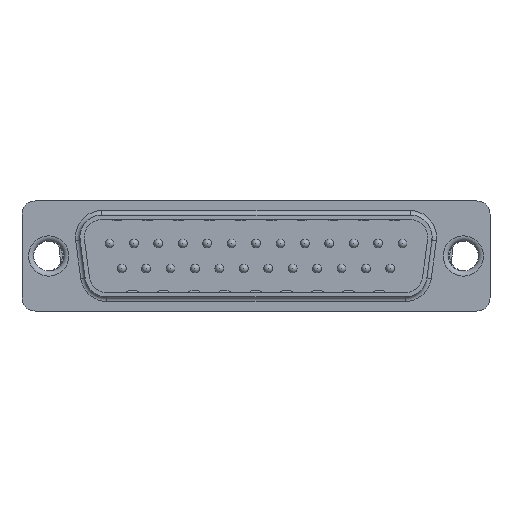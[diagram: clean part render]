
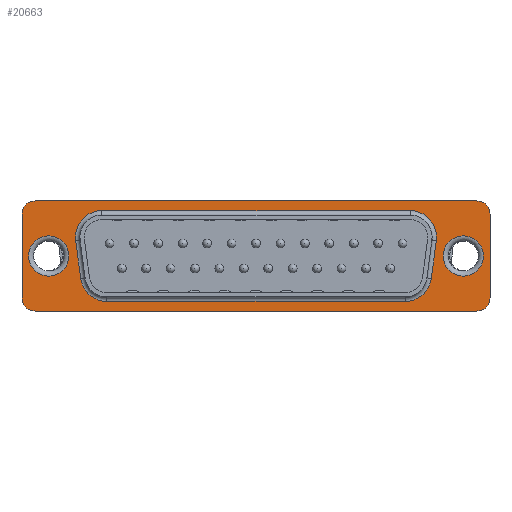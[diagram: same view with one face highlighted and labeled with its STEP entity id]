
A CAD part, front view. The second image highlights one B-rep face of the part: STEP entity #20663.
In plain terms, the highlighted face is planar.
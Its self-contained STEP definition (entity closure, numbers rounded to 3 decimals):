
#1432=LINE('',#31477,#3868);
#1434=LINE('',#31481,#3870);
#1440=LINE('',#31495,#3876);
#1444=LINE('',#31504,#3880);
#1450=LINE('',#31537,#3886);
#1451=LINE('',#31542,#3887);
#1452=LINE('',#31546,#3888);
#1453=LINE('',#31550,#3889);
#3868=VECTOR('',#25352,1000.);
#3870=VECTOR('',#25356,1000.);
#3876=VECTOR('',#25364,1000.);
#3880=VECTOR('',#25370,1000.);
#3886=VECTOR('',#25404,1000.);
#3887=VECTOR('',#25407,1000.);
#3888=VECTOR('',#25410,1000.);
#3889=VECTOR('',#25413,1000.);
#5559=PLANE('',#22076);
#8225=ORIENTED_EDGE('',*,*,#13175,.T.);
#8226=ORIENTED_EDGE('',*,*,#13176,.T.);
#8227=ORIENTED_EDGE('',*,*,#13177,.T.);
#8228=ORIENTED_EDGE('',*,*,#13178,.T.);
#8229=ORIENTED_EDGE('',*,*,#13179,.T.);
#8230=ORIENTED_EDGE('',*,*,#13180,.T.);
#8231=ORIENTED_EDGE('',*,*,#13181,.T.);
#8232=ORIENTED_EDGE('',*,*,#13182,.T.);
#8233=ORIENTED_EDGE('',*,*,#13183,.T.);
#8234=ORIENTED_EDGE('',*,*,#13184,.T.);
#8235=ORIENTED_EDGE('',*,*,#13147,.T.);
#8236=ORIENTED_EDGE('',*,*,#13185,.T.);
#8237=ORIENTED_EDGE('',*,*,#13149,.T.);
#8238=ORIENTED_EDGE('',*,*,#13186,.T.);
#8239=ORIENTED_EDGE('',*,*,#13155,.T.);
#8240=ORIENTED_EDGE('',*,*,#13187,.T.);
#8241=ORIENTED_EDGE('',*,*,#13159,.T.);
#8242=ORIENTED_EDGE('',*,*,#13188,.T.);
#13147=EDGE_CURVE('',#15824,#15823,#1432,.T.);
#13149=EDGE_CURVE('',#15825,#15826,#1434,.T.);
#13155=EDGE_CURVE('',#15832,#15831,#1440,.T.);
#13159=EDGE_CURVE('',#15836,#15835,#1444,.T.);
#13175=EDGE_CURVE('',#15847,#15847,#17106,.F.);
#13176=EDGE_CURVE('',#15848,#15848,#17107,.F.);
#13177=EDGE_CURVE('',#15849,#15850,#1450,.F.);
#13178=EDGE_CURVE('',#15850,#15851,#17108,.F.);
#13179=EDGE_CURVE('',#15851,#15852,#1451,.F.);
#13180=EDGE_CURVE('',#15852,#15853,#17109,.F.);
#13181=EDGE_CURVE('',#15853,#15854,#1452,.F.);
#13182=EDGE_CURVE('',#15854,#15855,#17110,.F.);
#13183=EDGE_CURVE('',#15855,#15856,#1453,.F.);
#13184=EDGE_CURVE('',#15856,#15849,#17111,.F.);
#13185=EDGE_CURVE('',#15823,#15825,#17112,.T.);
#13186=EDGE_CURVE('',#15826,#15832,#17113,.T.);
#13187=EDGE_CURVE('',#15831,#15836,#17114,.T.);
#13188=EDGE_CURVE('',#15835,#15824,#17115,.T.);
#15823=VERTEX_POINT('',#31476);
#15824=VERTEX_POINT('',#31478);
#15825=VERTEX_POINT('',#31482);
#15826=VERTEX_POINT('',#31483);
#15831=VERTEX_POINT('',#31494);
#15832=VERTEX_POINT('',#31496);
#15835=VERTEX_POINT('',#31503);
#15836=VERTEX_POINT('',#31505);
#15847=VERTEX_POINT('',#31534);
#15848=VERTEX_POINT('',#31536);
#15849=VERTEX_POINT('',#31538);
#15850=VERTEX_POINT('',#31539);
#15851=VERTEX_POINT('',#31541);
#15852=VERTEX_POINT('',#31543);
#15853=VERTEX_POINT('',#31545);
#15854=VERTEX_POINT('',#31547);
#15855=VERTEX_POINT('',#31549);
#15856=VERTEX_POINT('',#31551);
#17106=CIRCLE('',#22077,2.292);
#17107=CIRCLE('',#22078,2.292);
#17108=CIRCLE('',#22079,3.);
#17109=CIRCLE('',#22080,3.);
#17110=CIRCLE('',#22081,3.);
#17111=CIRCLE('',#22082,3.);
#17112=CIRCLE('',#22083,1.5);
#17113=CIRCLE('',#22084,1.5);
#17114=CIRCLE('',#22085,1.5);
#17115=CIRCLE('',#22086,1.5);
#17971=EDGE_LOOP('',(#8225));
#17972=EDGE_LOOP('',(#8226));
#17973=EDGE_LOOP('',(#8227,#8228,#8229,#8230,#8231,#8232,#8233,#8234));
#17974=EDGE_LOOP('',(#8235,#8236,#8237,#8238,#8239,#8240,#8241,#8242));
#19211=FACE_BOUND('',#17971,.T.);
#19212=FACE_BOUND('',#17972,.T.);
#19213=FACE_BOUND('',#17973,.T.);
#19214=FACE_BOUND('',#17974,.T.);
#20663=ADVANCED_FACE('',(#19211,#19212,#19213,#19214),#5559,.T.);
#22076=AXIS2_PLACEMENT_3D('',#31532,#25398,#25399);
#22077=AXIS2_PLACEMENT_3D('',#31533,#25400,#25401);
#22078=AXIS2_PLACEMENT_3D('',#31535,#25402,#25403);
#22079=AXIS2_PLACEMENT_3D('',#31540,#25405,#25406);
#22080=AXIS2_PLACEMENT_3D('',#31544,#25408,#25409);
#22081=AXIS2_PLACEMENT_3D('',#31548,#25411,#25412);
#22082=AXIS2_PLACEMENT_3D('',#31552,#25414,#25415);
#22083=AXIS2_PLACEMENT_3D('',#31553,#25416,#25417);
#22084=AXIS2_PLACEMENT_3D('',#31554,#25418,#25419);
#22085=AXIS2_PLACEMENT_3D('',#31555,#25420,#25421);
#22086=AXIS2_PLACEMENT_3D('',#31556,#25422,#25423);
#25352=DIRECTION('',(0.,0.,1.));
#25356=DIRECTION('',(1.,0.,0.));
#25364=DIRECTION('',(0.,0.,-1.));
#25370=DIRECTION('',(-1.,0.,0.));
#25398=DIRECTION('',(0.,1.,0.));
#25399=DIRECTION('',(0.,0.,1.));
#25400=DIRECTION('',(0.,1.,0.));
#25401=DIRECTION('',(0.,0.,1.));
#25402=DIRECTION('',(0.,1.,0.));
#25403=DIRECTION('',(0.,0.,1.));
#25404=DIRECTION('',(-0.131,0.,0.991));
#25405=DIRECTION('',(0.,1.,0.));
#25406=DIRECTION('',(0.,0.,1.));
#25407=DIRECTION('',(-1.,0.,0.));
#25408=DIRECTION('',(0.,1.,0.));
#25409=DIRECTION('',(0.,0.,1.));
#25410=DIRECTION('',(-0.131,0.,-0.991));
#25411=DIRECTION('',(0.,1.,0.));
#25412=DIRECTION('',(0.,0.,1.));
#25413=DIRECTION('',(1.,0.,0.));
#25414=DIRECTION('',(0.,1.,0.));
#25415=DIRECTION('',(0.,0.,1.));
#25416=DIRECTION('',(0.,1.,0.));
#25417=DIRECTION('',(0.,0.,1.));
#25418=DIRECTION('',(0.,1.,0.));
#25419=DIRECTION('',(0.,0.,1.));
#25420=DIRECTION('',(0.,1.,0.));
#25421=DIRECTION('',(0.,0.,1.));
#25422=DIRECTION('',(0.,1.,0.));
#25423=DIRECTION('',(0.,0.,1.));
#31476=CARTESIAN_POINT('',(-26.545,0.,4.75));
#31477=CARTESIAN_POINT('',(-26.545,0.,-6.25));
#31478=CARTESIAN_POINT('',(-26.545,0.,-4.75));
#31481=CARTESIAN_POINT('',(-26.545,0.,6.25));
#31482=CARTESIAN_POINT('',(-25.045,0.,6.25));
#31483=CARTESIAN_POINT('',(25.045,0.,6.25));
#31494=CARTESIAN_POINT('',(26.545,0.,-4.75));
#31495=CARTESIAN_POINT('',(26.545,0.,6.25));
#31496=CARTESIAN_POINT('',(26.545,0.,4.75));
#31503=CARTESIAN_POINT('',(-25.045,0.,-6.25));
#31504=CARTESIAN_POINT('',(26.545,0.,-6.25));
#31505=CARTESIAN_POINT('',(25.045,0.,-6.25));
#31532=CARTESIAN_POINT('',(0.,0.,0.));
#31533=CARTESIAN_POINT('',(-23.52,0.,0.));
#31534=CARTESIAN_POINT('',(-23.52,0.,2.292));
#31535=CARTESIAN_POINT('',(23.52,0.,0.));
#31536=CARTESIAN_POINT('',(23.52,0.,2.292));
#31537=CARTESIAN_POINT('',(-19.888,0.,-2.542));
#31538=CARTESIAN_POINT('',(-20.454,0.,1.758));
#31539=CARTESIAN_POINT('',(-19.888,0.,-2.542));
#31540=CARTESIAN_POINT('',(-16.914,0.,-2.15));
#31541=CARTESIAN_POINT('',(-16.914,0.,-5.15));
#31542=CARTESIAN_POINT('',(16.914,0.,-5.15));
#31543=CARTESIAN_POINT('',(16.914,0.,-5.15));
#31544=CARTESIAN_POINT('',(16.914,0.,-2.15));
#31545=CARTESIAN_POINT('',(19.888,0.,-2.542));
#31546=CARTESIAN_POINT('',(20.454,0.,1.758));
#31547=CARTESIAN_POINT('',(20.454,0.,1.758));
#31548=CARTESIAN_POINT('',(17.48,0.,2.15));
#31549=CARTESIAN_POINT('',(17.48,0.,5.15));
#31550=CARTESIAN_POINT('',(-17.48,0.,5.15));
#31551=CARTESIAN_POINT('',(-17.48,0.,5.15));
#31552=CARTESIAN_POINT('',(-17.48,0.,2.15));
#31553=CARTESIAN_POINT('',(-25.045,0.,4.75));
#31554=CARTESIAN_POINT('',(25.045,0.,4.75));
#31555=CARTESIAN_POINT('',(25.045,0.,-4.75));
#31556=CARTESIAN_POINT('',(-25.045,0.,-4.75));
